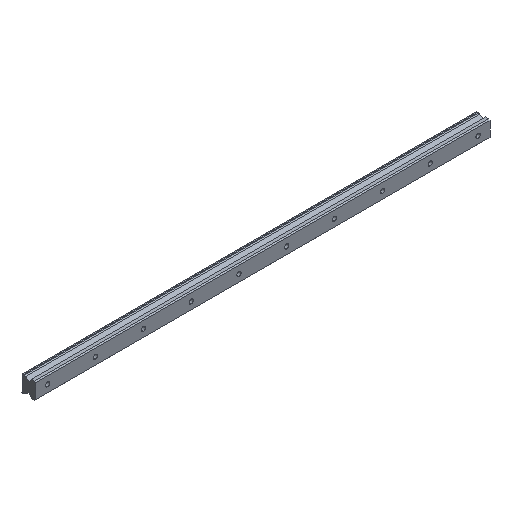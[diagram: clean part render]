
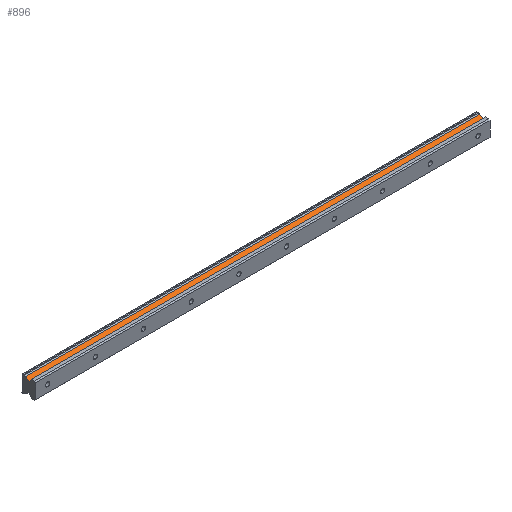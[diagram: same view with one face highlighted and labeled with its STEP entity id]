
A CAD part, isometric view. The second image highlights one B-rep face of the part: STEP entity #896.
In plain terms, the highlighted planar face has unit normal (0, -0.495, 0.869).
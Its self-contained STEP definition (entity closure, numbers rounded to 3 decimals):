
#70 = VERTEX_POINT ( 'NONE', #1569 ) ;
#161 = DIRECTION ( 'NONE',  ( 0., -0.869, -0.495 ) ) ;
#182 = VERTEX_POINT ( 'NONE', #1126 ) ;
#284 = VERTEX_POINT ( 'NONE', #2364 ) ;
#317 = VECTOR ( 'NONE', #423, 1000. ) ;
#327 = LINE ( 'NONE', #1298, #1690 ) ;
#423 = DIRECTION ( 'NONE',  ( -1., 0., 0. ) ) ;
#468 = LINE ( 'NONE', #2037, #889 ) ;
#549 = ORIENTED_EDGE ( 'NONE', *, *, #1119, .F. ) ;
#686 = DIRECTION ( 'NONE',  ( 0., 0.869, 0.495 ) ) ;
#831 = EDGE_CURVE ( 'NONE', #182, #70, #2368, .T. ) ;
#838 = LINE ( 'NONE', #2370, #2390 ) ;
#871 = PLANE ( 'NONE',  #1124 ) ;
#889 = VECTOR ( 'NONE', #1262, 1000. ) ;
#896 = ADVANCED_FACE ( 'NONE', ( #1845 ), #871, .F. ) ;
#959 = EDGE_CURVE ( 'NONE', #284, #182, #468, .T. ) ;
#1119 = EDGE_CURVE ( 'NONE', #1762, #284, #838, .T. ) ;
#1124 = AXIS2_PLACEMENT_3D ( 'NONE', #2242, #1648, #686 ) ;
#1126 = CARTESIAN_POINT ( 'NONE',  ( 740., 11.018, 8.66 ) ) ;
#1262 = DIRECTION ( 'NONE',  ( 0., -0.869, -0.495 ) ) ;
#1298 = CARTESIAN_POINT ( 'NONE',  ( -20., 17.63, 12.425 ) ) ;
#1472 = EDGE_LOOP ( 'NONE', ( #1860, #2461, #549, #1827 ) ) ;
#1569 = CARTESIAN_POINT ( 'NONE',  ( -20., 11.018, 8.66 ) ) ;
#1648 = DIRECTION ( 'NONE',  ( 0., 0.495, -0.869 ) ) ;
#1690 = VECTOR ( 'NONE', #161, 1000. ) ;
#1748 = CARTESIAN_POINT ( 'NONE',  ( 740., 11.018, 8.66 ) ) ;
#1762 = VERTEX_POINT ( 'NONE', #1877 ) ;
#1777 = DIRECTION ( 'NONE',  ( 1., 0., 0. ) ) ;
#1827 = ORIENTED_EDGE ( 'NONE', *, *, #1855, .T. ) ;
#1845 = FACE_OUTER_BOUND ( 'NONE', #1472, .T. ) ;
#1855 = EDGE_CURVE ( 'NONE', #1762, #70, #327, .T. ) ;
#1860 = ORIENTED_EDGE ( 'NONE', *, *, #831, .F. ) ;
#1877 = CARTESIAN_POINT ( 'NONE',  ( -20., 17.63, 12.425 ) ) ;
#2037 = CARTESIAN_POINT ( 'NONE',  ( 740., 17.63, 12.425 ) ) ;
#2242 = CARTESIAN_POINT ( 'NONE',  ( 740., 17.63, 12.425 ) ) ;
#2364 = CARTESIAN_POINT ( 'NONE',  ( 740., 17.63, 12.425 ) ) ;
#2368 = LINE ( 'NONE', #1748, #317 ) ;
#2370 = CARTESIAN_POINT ( 'NONE',  ( 740., 17.63, 12.425 ) ) ;
#2390 = VECTOR ( 'NONE', #1777, 1000. ) ;
#2461 = ORIENTED_EDGE ( 'NONE', *, *, #959, .F. ) ;
